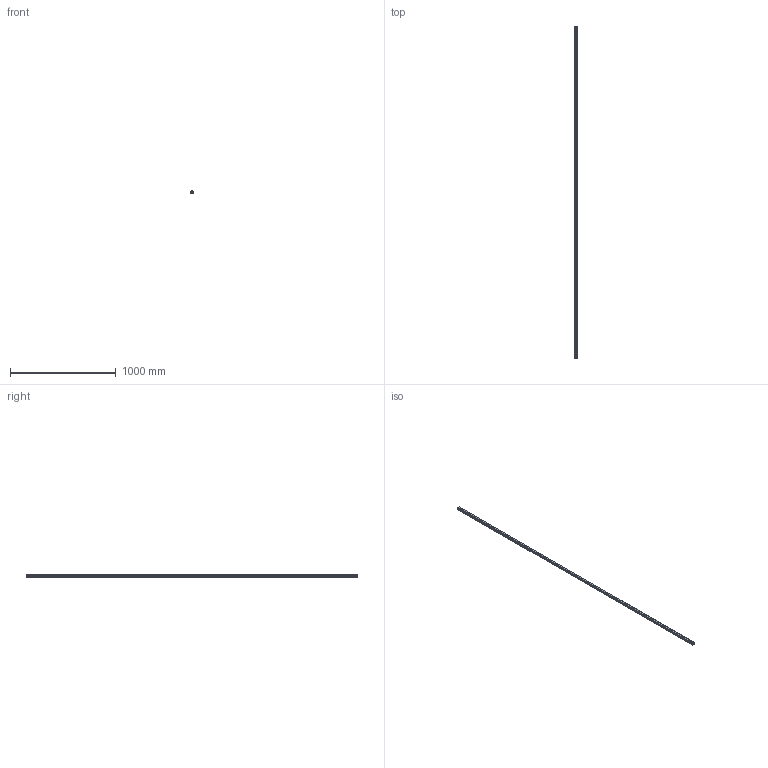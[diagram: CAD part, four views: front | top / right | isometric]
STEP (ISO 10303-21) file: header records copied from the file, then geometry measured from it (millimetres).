
FILE_DESCRIPTION(('STEP AP214'),'1');
FILE_NAME('cctmp_22CB7A94-B212-4D40-A145-7C074BED6078_2021_01_25_10_30_26_0878..stp','2021-01-25T09:30:27',('HIWIN GmbH'),('CADClick - www.CADClick.com'),'Spatial InterOp 3D',' ','unknown authorization');
FILE_SCHEMA(('AUTOMOTIVE_DESIGN'));
Length unit declared in the file: millimetre
Products named in the file (1): HGR25T3140C_FILE
Bounding box: 23 x 3140 x 22 mm (x, y, z)
Volume: 1357426.1 mm3; surface area: 298163.2 mm2
Topology: 1 solids, 1 shells, 482 faces, 1481 edges, 899 vertices
Faces by surface type: plane 248, cylinder 128, cone 106
Entity records: 19855 total; most frequent: DIRECTION 3021, CARTESIAN_POINT 2757, ORIENTED_EDGE 2750, EDGE_CURVE 1375, AXIS2_PLACEMENT_3D 1163, VERTEX_POINT 899, LINE 695, VECTOR 695
